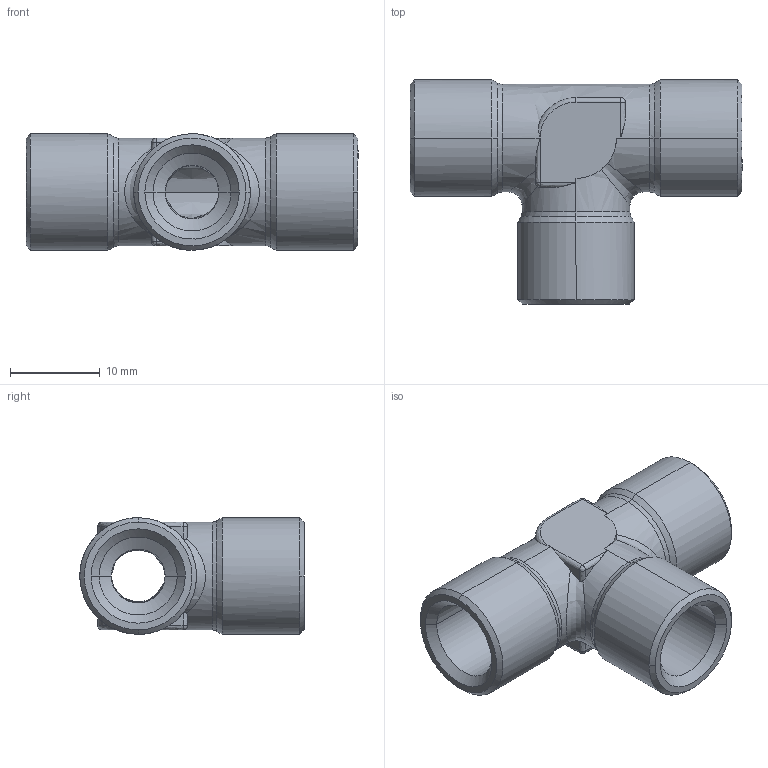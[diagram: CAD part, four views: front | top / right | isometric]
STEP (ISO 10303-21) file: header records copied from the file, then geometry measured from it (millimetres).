
FILE_DESCRIPTION (( 'STEP AP214' ), '1' );
FILE_NAME ('DRF.3F01_IC.STEP', '2018-09-03T15:20:06', ( '' ), ( '' ), 'SwSTEP 2.0', 'SolidWorks 2018', '' );
FILE_SCHEMA (( 'AUTOMOTIVE_DESIGN' ));
Length unit declared in the file: millimetre
Products named in the file (1): DRF.3F01_IC
Bounding box: 37 x 25 x 13 mm (x, y, z)
Volume: 3959.1 mm3; surface area: 3335 mm2
Topology: 1 solids, 1 shells, 92 faces, 217 edges, 122 vertices
Faces by surface type: bspline 92
Entity records: 4168 total; most frequent: CARTESIAN_POINT 2933, ORIENTED_EDGE 426, EDGE_CURVE 213, B_SPLINE_CURVE_WITH_KNOTS 134, VERTEX_POINT 122, EDGE_LOOP 95, FACE_OUTER_BOUND 92, ADVANCED_FACE 92
